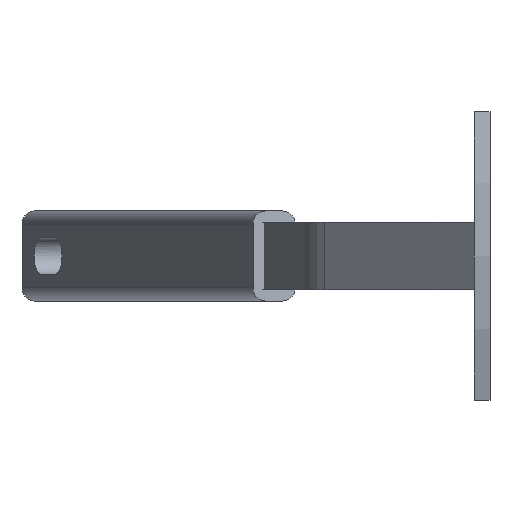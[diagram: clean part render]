
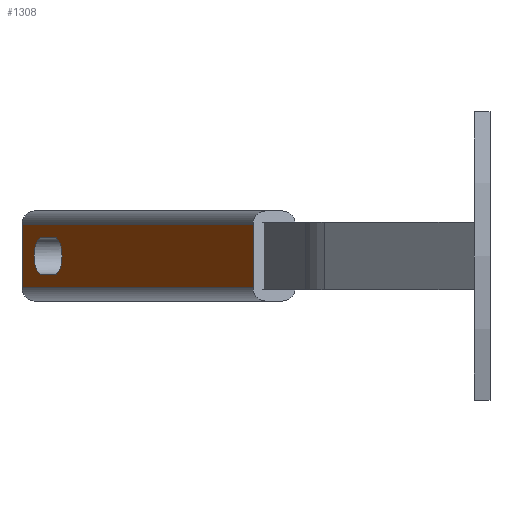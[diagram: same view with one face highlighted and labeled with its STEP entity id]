
A CAD part, left-side view. The second image highlights one B-rep face of the part: STEP entity #1308.
In plain terms, the highlighted planar face has unit normal (-0.342, 0.94, 0).
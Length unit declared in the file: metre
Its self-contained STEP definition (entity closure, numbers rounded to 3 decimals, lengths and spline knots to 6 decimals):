
#28 = CARTESIAN_POINT('NONE', (0.057444, 0.052628, -0.007));
#29 = VERTEX_POINT('NONE', #28);
#30 = CARTESIAN_POINT('NONE', (0.198399, 0.103931, -0.007));
#31 = VERTEX_POINT('NONE', #30);
#32 = CARTESIAN_POINT('NONE', (0.057444, 0.052628, 0.007));
#33 = VERTEX_POINT('NONE', #32);
#34 = CARTESIAN_POINT('NONE', (0.198399, 0.103931, 0.007));
#35 = VERTEX_POINT('NONE', #34);
#36 = CARTESIAN_POINT('NONE', (0.187141, 0.099833, 0.004));
#37 = VERTEX_POINT('NONE', #36);
#38 = CARTESIAN_POINT('NONE', (0.177744, 0.096413, 0.004));
#39 = VERTEX_POINT('NONE', #38);
#40 = CARTESIAN_POINT('NONE', (0.187141, 0.099833, -0.004));
#41 = VERTEX_POINT('NONE', #40);
#42 = CARTESIAN_POINT('NONE', (0.177744, 0.096413, -0.004));
#43 = VERTEX_POINT('NONE', #42);
#237 = DIRECTION('NONE', (0.94, 0.342, 0));
#238 = VECTOR('NONE', #237, 1);
#239 = CARTESIAN_POINT('NONE', (0.057444, 0.052628, -0.007));
#240 = LINE('NONE', #239, #238);
#246 = DIRECTION('NONE', (0, 0, 1));
#247 = VECTOR('NONE', #246, 1);
#248 = CARTESIAN_POINT('NONE', (0.057444, 0.052628, -0.007));
#249 = LINE('NONE', #248, #247);
#250 = DIRECTION('NONE', (0.94, 0.342, 0));
#251 = VECTOR('NONE', #250, 1);
#252 = CARTESIAN_POINT('NONE', (0.057444, 0.052628, 0.007));
#253 = LINE('NONE', #252, #251);
#254 = DIRECTION('NONE', (0, 0, 1));
#255 = VECTOR('NONE', #254, 1);
#256 = CARTESIAN_POINT('NONE', (0.198399, 0.103931, -0.007));
#257 = LINE('NONE', #256, #255);
#276 = DIRECTION('NONE', (0.94, 0.342, 0.));
#277 = VECTOR('NONE', #276, 1);
#278 = CARTESIAN_POINT('NONE', (0.177744, 0.096413, 0.004));
#279 = LINE('NONE', #278, #277);
#418 = DIRECTION('NONE', (0., 0., 1));
#419 = DIRECTION('NONE', (-0.342, 0.94, 0.));
#420 = CARTESIAN_POINT('NONE', (0.187141, 0.099833, 0.));
#421 = AXIS2_PLACEMENT_3D('NONE', #420, #419, #418);
#422 = CIRCLE('NONE', #421, 0.004);
#431 = DIRECTION('NONE', (-0.94, -0.342, 0));
#432 = VECTOR('NONE', #431, 1);
#433 = CARTESIAN_POINT('NONE', (0.187141, 0.099833, -0.004));
#434 = LINE('NONE', #433, #432);
#564 = DIRECTION('NONE', (0., 0., -1));
#565 = DIRECTION('NONE', (-0.342, 0.94, 0.));
#566 = CARTESIAN_POINT('NONE', (0.177744, 0.096413, 0));
#567 = AXIS2_PLACEMENT_3D('NONE', #566, #565, #564);
#568 = CIRCLE('NONE', #567, 0.004);
#944 = EDGE_CURVE('NONE', #29, #31, #240, .T.);
#946 = EDGE_CURVE('NONE', #29, #33, #249, .T.);
#947 = EDGE_CURVE('NONE', #33, #35, #253, .T.);
#948 = EDGE_CURVE('NONE', #31, #35, #257, .T.);
#953 = EDGE_CURVE('NONE', #39, #37, #279, .T.);
#957 = EDGE_CURVE('NONE', #37, #41, #422, .T.);
#960 = EDGE_CURVE('NONE', #41, #43, #434, .T.);
#962 = EDGE_CURVE('NONE', #43, #39, #568, .T.);
#1074 = CARTESIAN_POINT('NONE', (0.127922, 0.078279, -0));
#1075 = DIRECTION('NONE', (-0.342, 0.94, 0.));
#1076 = AXIS2_PLACEMENT_3D('NONE', #1074, #1075, $);
#1077 = PLANE('NONE', #1076);
#1296 = ORIENTED_EDGE('NONE', *, *, #946, .T.);
#1297 = ORIENTED_EDGE('NONE', *, *, #947, .T.);
#1298 = ORIENTED_EDGE('NONE', *, *, #948, .F.);
#1299 = ORIENTED_EDGE('NONE', *, *, #944, .F.);
#1300 = ORIENTED_EDGE('NONE', *, *, #962, .F.);
#1301 = ORIENTED_EDGE('NONE', *, *, #960, .F.);
#1302 = ORIENTED_EDGE('NONE', *, *, #957, .F.);
#1303 = ORIENTED_EDGE('NONE', *, *, #953, .F.);
#1304 = EDGE_LOOP('NONE', (#1296, #1297, #1298, #1299));
#1305 = FACE_BOUND('NONE', #1304, .T.);
#1306 = EDGE_LOOP('NONE', (#1300, #1301, #1302, #1303));
#1307 = FACE_BOUND('NONE', #1306, .T.);
#1308 = ADVANCED_FACE('NONE', (#1305, #1307), #1077, .T.);
